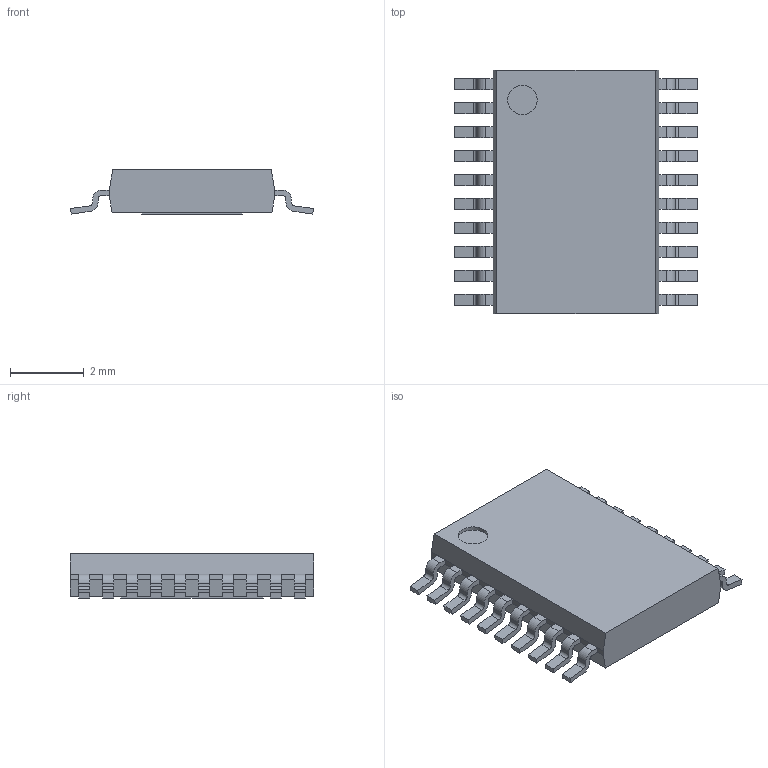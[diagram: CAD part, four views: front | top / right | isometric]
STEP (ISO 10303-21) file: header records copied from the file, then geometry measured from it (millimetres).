
FILE_DESCRIPTION((''),'2;1');
FILE_NAME('SOP65P640X120-21N-R274X386.stp','2012-05-15T10:24:16',(''),(''),'Mechanical Desktop 2011','Mechanical Desktop 2011',', , ');
FILE_SCHEMA(('AUTOMOTIVE_DESIGN { 1 2 10303 214 1 1 1 1 }'));
Length unit declared in the file: millimetre
Products named in the file (1): Product
Bounding box: 6.6 x 6.6 x 1.2 mm (x, y, z)
Volume: 35.8 mm3; surface area: 131 mm2
Topology: 22 solids, 22 shells, 299 faces, 762 edges, 508 vertices
Faces by surface type: bspline 140, plane 117, cylinder 42
Entity records: 9551 total; most frequent: CARTESIAN_POINT 2550, ORIENTED_EDGE 1524, DIRECTION 1246, EDGE_CURVE 762, VECTOR 598, LINE 598, VERTEX_POINT 508, AXIS2_PLACEMENT_3D 324
